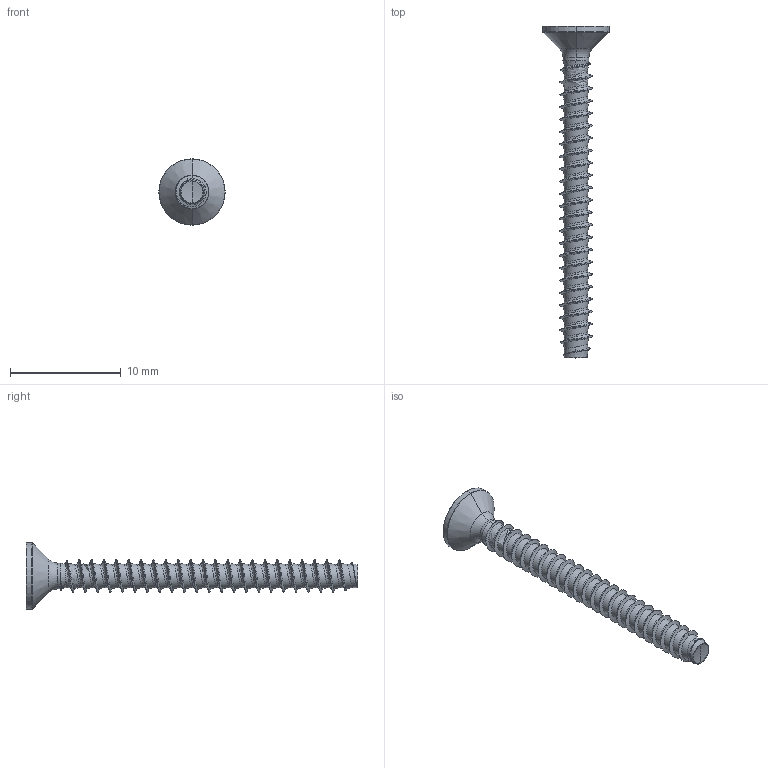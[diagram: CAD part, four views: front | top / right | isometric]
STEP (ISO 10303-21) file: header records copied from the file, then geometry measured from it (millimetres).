
FILE_DESCRIPTION (( 'STEP AP203' ), '1' );
FILE_NAME ('STP330300300.STEP', '2017-08-15T15:27:30', ( '' ), ( '' ), 'SwSTEP 2.0', 'SolidWorks 2015', '' );
FILE_SCHEMA (( 'CONFIG_CONTROL_DESIGN' ));
Length unit declared in the file: millimetre
Products named in the file (1): STP330300300
Bounding box: 6 x 30 x 6 mm (x, y, z)
Volume: 152.5 mm3; surface area: 389.4 mm2
Topology: 1 solids, 1 shells, 207 faces, 491 edges, 286 vertices
Faces by surface type: cylinder 93, bspline 51, sphere 26, plane 22, cone 9, torus 6
Entity records: 34962 total; most frequent: CARTESIAN_POINT 30735, ORIENTED_EDGE 978, DIRECTION 736, EDGE_CURVE 489, AXIS2_PLACEMENT_3D 295, VERTEX_POINT 286, EDGE_LOOP 209, ADVANCED_FACE 207
